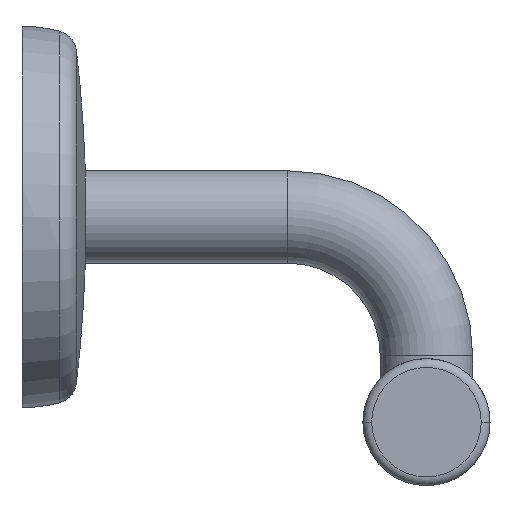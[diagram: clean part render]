
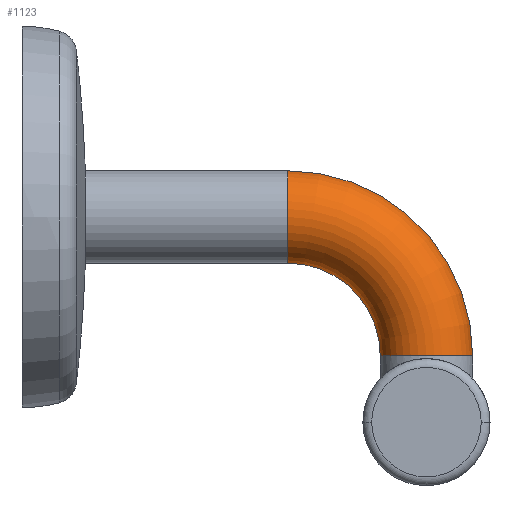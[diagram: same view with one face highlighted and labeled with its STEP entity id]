
A CAD part, left-side view. The second image highlights one B-rep face of the part: STEP entity #1123.
In plain terms, the highlighted toroidal (fillet/blend) face has major radius 24 mm and minor radius 8 mm.
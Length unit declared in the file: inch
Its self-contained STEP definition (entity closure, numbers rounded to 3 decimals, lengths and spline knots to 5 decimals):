
#378=CARTESIAN_POINT('',(7.50562,-1.2327,-0.94488));
#379=DIRECTION('',(1.,0.,0.));
#380=DIRECTION('',(0.,0.,1.));
#381=AXIS2_PLACEMENT_3D('',#378,#379,#380);
#383=CARTESIAN_POINT('',(7.50562,-2.17758,
-0.94488));
#384=DIRECTION('',(0.,0.,-1.));
#385=DIRECTION('',(0.,-1.,0.));
#386=AXIS2_PLACEMENT_3D('',#383,#384,#385);
#388=CARTESIAN_POINT('',(7.50562,-1.2327,-0.94488));
#389=DIRECTION('',(-1.,0.,0.));
#390=DIRECTION('',(0.,-1.,0.));
#391=AXIS2_PLACEMENT_3D('',#388,#389,#390);
#393=CARTESIAN_POINT('',(7.50562,-1.2327,
0.));
#394=DIRECTION('',(0.,1.,0.));
#395=DIRECTION('',(0.,0.,-1.));
#396=AXIS2_PLACEMENT_3D('',#393,#394,#395);
#486=CARTESIAN_POINT('',(7.50562,-1.86262,
-0.94488));
#488=VERTEX_POINT('',#486);
#490=CARTESIAN_POINT('',(7.50562,-2.49254,
-0.94488));
#491=VERTEX_POINT('',#490);
#500=CARTESIAN_POINT('',(7.50562,-1.2327,0.31496));
#501=VERTEX_POINT('',#500);
#502=CARTESIAN_POINT('',(7.50562,-1.2327,
-0.31496));
#503=VERTEX_POINT('',#502);
#1111=CARTESIAN_POINT('',(7.50562,-1.2327,-0.94488));
#1112=DIRECTION('',(1.,0.,0.));
#1113=DIRECTION('',(0.,0.,-1.));
#1114=AXIS2_PLACEMENT_3D('',#1111,#1112,#1113);
#1115=TOROIDAL_SURFACE('',#1114,0.94488,0.31496);
#1116=ORIENTED_EDGE('',*,*,#1101,.T.);
#1117=ORIENTED_EDGE('',*,*,#1076,.T.);
#1118=ORIENTED_EDGE('',*,*,#1105,.T.);
#1120=ORIENTED_EDGE('',*,*,#1119,.T.);
#1121=EDGE_LOOP('',(#1116,#1117,#1118,#1120));
#1122=FACE_OUTER_BOUND('',#1121,.F.);
#1123=ADVANCED_FACE('',(#1122),#1115,.T.);
#382=CIRCLE('',#381,1.25984);
#387=CIRCLE('',#386,0.31496);
#392=CIRCLE('',#391,0.62992);
#397=CIRCLE('',#396,0.31496);
#1076=EDGE_CURVE('',#491,#488,#387,.T.);
#1101=EDGE_CURVE('',#501,#491,#382,.T.);
#1105=EDGE_CURVE('',#488,#503,#392,.T.);
#1119=EDGE_CURVE('',#503,#501,#397,.T.);
